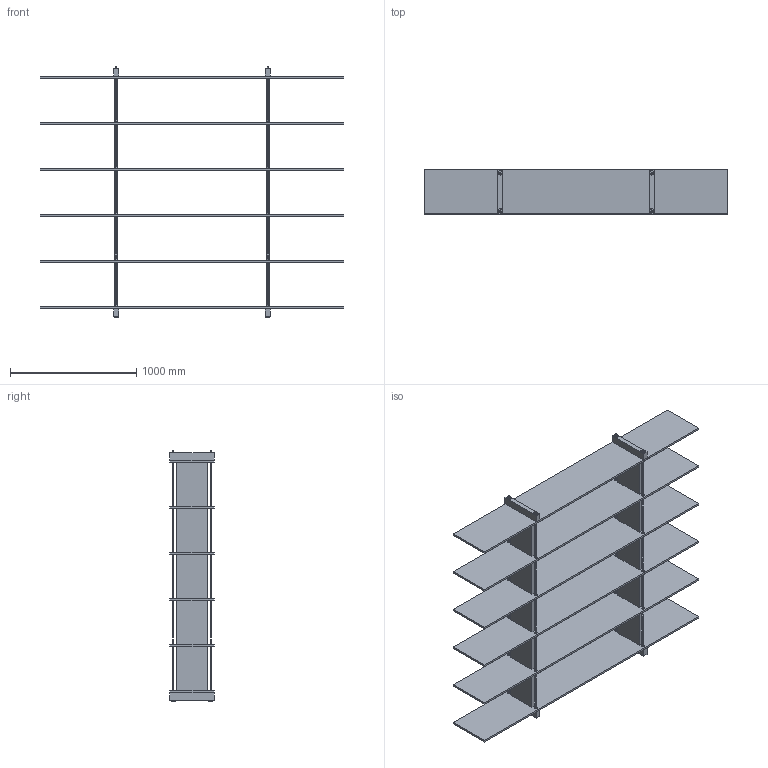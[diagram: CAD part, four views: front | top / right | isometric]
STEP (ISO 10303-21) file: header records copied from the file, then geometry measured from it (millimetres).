
FILE_DESCRIPTION(/* description */ (''),/* implementation_level */ '2;1');
FILE_NAME(/* name */ 'COMPLEMENTI D''F2720LI150TR20.stp',/* time_stamp */ '2020-01-22T15:15:54+01:00',/* author */ ('sghezzi'),/* organization */ (''),/* preprocessor_version */ 'ST-DEVELOPER v17.2',/* originating_system */ 'Autodesk Inventor 2019',/* authorisation */ '');
FILE_SCHEMA (('AUTOMOTIVE_DESIGN { 1 0 10303 214 3 1 1 }'));
Length unit declared in the file: millimetre
Products named in the file (15): Assieme LIBRERIA TESO L2794; Piano 140x70; Spalla vetro; Piano 140x70_1; Piedino vetro 350x38x60; 011005295 RONDELLA De 35 C-FORO 12x12 Sp 2,5 M2736; 007273602 PIEDINO D32 MOD2736; 007275700 ; 007275700 _1; 007275706 RONDELLA D.35XD6.3X3 MOD.2757-6; 003275700  OR EPDM 106 FB MOD.2757-6; 007275707 TORNITO SUP.D.12X19XM6 2757-6; 007275700 _2; 007275706 RONDELLA D.35XD6.3X3 MOD.2757-6_1; 007275707 TORNITO SUP.D.12X19XM6 2757-6_1
Assembly tree (121 placements, depth 2):
  Assieme LIBRERIA TESO L2794
    Piano 140x70_1  x2
    Piano 140x70  x4
    Spalla vetro  x10
    Piedino vetro 350x38x60  x4
    003275700  OR EPDM 106 FB MOD.2757-6  x21
    011005295 RONDELLA De 35 C-FORO 12x12 Sp 2,5 M2736  x4
    007273602 PIEDINO D32 MOD2736  x4
    007275700   x4
    007275706 RONDELLA D.35XD6.3X3 MOD.2757-6  x20
    007275707 TORNITO SUP.D.12X19XM6 2757-6  x20
    007275700 _1  x16
    007275700 _2  x4
    007275706 RONDELLA D.35XD6.3X3 MOD.2757-6_1  x4
    007275707 TORNITO SUP.D.12X19XM6 2757-6_1  x4
Bounding box: 2400 x 350 x 1991.8 mm (x, y, z)
Volume: 99221582.3 mm3; surface area: 13065029.3 mm2
Topology: 121 solids, 121 shells, 697 faces, 1378 edges, 913 vertices
Faces by surface type: plane 360, cylinder 192, cone 120, torus 21, bspline 4
Full cylindrical faces by diameter (mm): 4.917 x28, 6 x24, 6.3 x24, 6.5 x24, 7 x28, 10 x8, 12 x24, 20 x20, 32 x4, 35 x8
Entity records: 4623 total; most frequent: DIRECTION 847, CARTESIAN_POINT 677, ORIENTED_EDGE 484, AXIS2_PLACEMENT_3D 357, EDGE_CURVE 242, VERTEX_POINT 160, EDGE_LOOP 148, PRODUCT_DEFINITION_SHAPE 136
